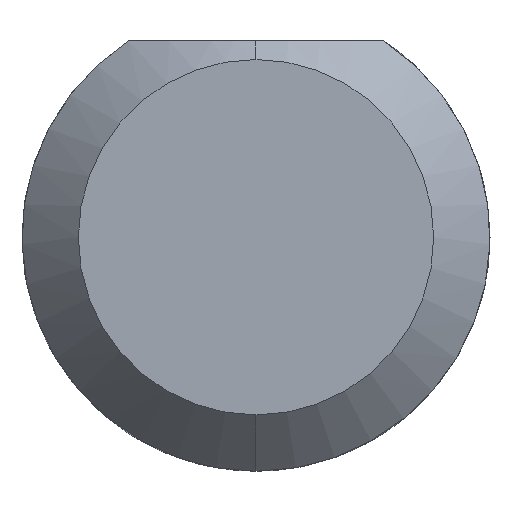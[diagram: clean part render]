
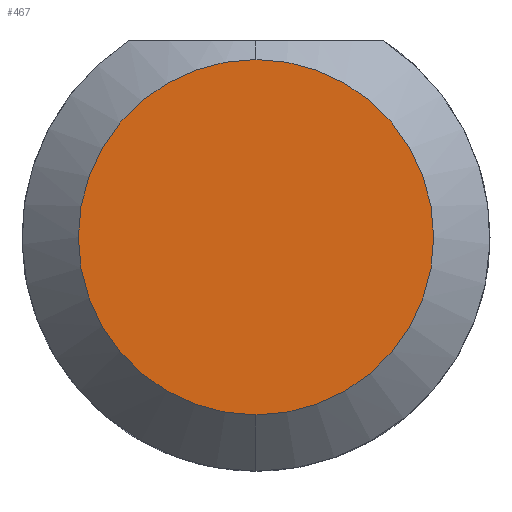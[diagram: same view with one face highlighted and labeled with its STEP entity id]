
A CAD part, left-side view. The second image highlights one B-rep face of the part: STEP entity #467.
In plain terms, the highlighted planar face has unit normal (-1, 0, 0).
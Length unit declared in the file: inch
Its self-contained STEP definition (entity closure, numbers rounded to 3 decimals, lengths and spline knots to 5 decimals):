
#20 = AXIS2_PLACEMENT_3D ( 'NONE', #597, #254, #532 ) ;
#35 = CIRCLE ( 'NONE', #778, 0.04735 ) ;
#37 = DIRECTION ( 'NONE',  ( 0., 0., -1. ) ) ;
#110 = EDGE_CURVE ( 'NONE', #149, #370, #245, .T. ) ;
#140 = ORIENTED_EDGE ( 'NONE', *, *, #211, .T. ) ;
#149 = VERTEX_POINT ( 'NONE', #788 ) ;
#211 = EDGE_CURVE ( 'NONE', #370, #149, #35, .T. ) ;
#245 = CIRCLE ( 'NONE', #393, 0.04735 ) ;
#254 = DIRECTION ( 'NONE',  ( 1., 0., 0. ) ) ;
#309 = DIRECTION ( 'NONE',  ( 0., 0., -1. ) ) ;
#370 = VERTEX_POINT ( 'NONE', #414 ) ;
#379 = DIRECTION ( 'NONE',  ( -1., 0., 0. ) ) ;
#393 = AXIS2_PLACEMENT_3D ( 'NONE', #655, #721, #309 ) ;
#414 = CARTESIAN_POINT ( 'NONE',  ( 0., 0., -0.04735 ) ) ;
#467 = ADVANCED_FACE ( 'NONE', ( #684 ), #885, .F. ) ;
#521 = ORIENTED_EDGE ( 'NONE', *, *, #110, .T. ) ;
#532 = DIRECTION ( 'NONE',  ( 0., 0., -1. ) ) ;
#597 = CARTESIAN_POINT ( 'NONE',  ( 0., 0., 0. ) ) ;
#655 = CARTESIAN_POINT ( 'NONE',  ( 0., 0., 0. ) ) ;
#684 = FACE_OUTER_BOUND ( 'NONE', #883, .T. ) ;
#721 = DIRECTION ( 'NONE',  ( -1., 0., 0. ) ) ;
#729 = CARTESIAN_POINT ( 'NONE',  ( 0., 0., 0. ) ) ;
#778 = AXIS2_PLACEMENT_3D ( 'NONE', #729, #379, #37 ) ;
#788 = CARTESIAN_POINT ( 'NONE',  ( 0., 0., 0.04735 ) ) ;
#883 = EDGE_LOOP ( 'NONE', ( #140, #521 ) ) ;
#885 = PLANE ( 'NONE',  #20 ) ;
